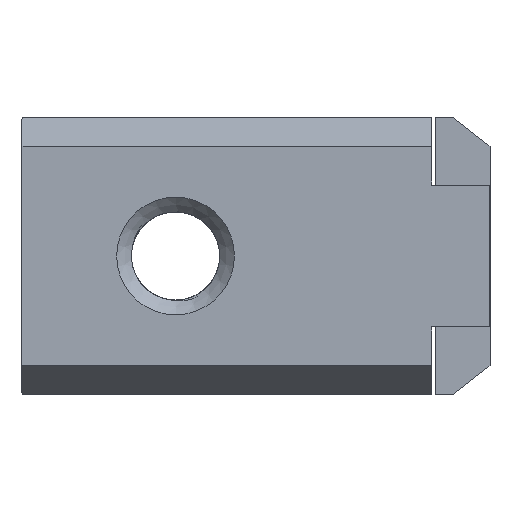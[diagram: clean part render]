
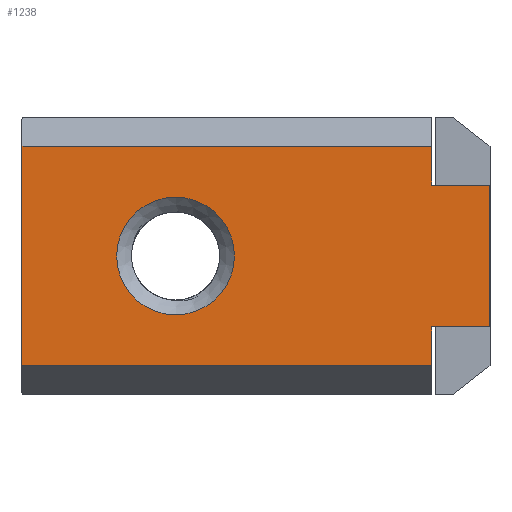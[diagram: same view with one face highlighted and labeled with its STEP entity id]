
A CAD part, left-side view. The second image highlights one B-rep face of the part: STEP entity #1238.
In plain terms, the highlighted planar face has unit normal (-1, 0, 0).
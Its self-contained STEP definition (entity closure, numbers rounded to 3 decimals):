
#16=FACE_BOUND('',#162,.T.);
#28=PLANE('',#1328);
#94=FACE_OUTER_BOUND('',#161,.T.);
#161=EDGE_LOOP('',(#1028,#1029,#1030,#1031,#1032,#1033,#1034,#1035));
#162=EDGE_LOOP('',(#1036));
#200=CIRCLE('',#1325,4.025);
#313=LINE('',#4409,#411);
#317=LINE('',#4418,#415);
#318=LINE('',#4420,#416);
#319=LINE('',#4422,#417);
#320=LINE('',#4423,#418);
#321=LINE('',#4425,#419);
#322=LINE('',#4427,#420);
#323=LINE('',#4428,#421);
#411=VECTOR('',#1495,1000.);
#415=VECTOR('',#1501,1000.);
#416=VECTOR('',#1502,1000.);
#417=VECTOR('',#1503,1000.);
#418=VECTOR('',#1504,1000.);
#419=VECTOR('',#1505,1000.);
#420=VECTOR('',#1506,1000.);
#421=VECTOR('',#1507,1000.);
#552=VERTEX_POINT('',#4394);
#557=VERTEX_POINT('',#4406);
#558=VERTEX_POINT('',#4408);
#561=VERTEX_POINT('',#4416);
#562=VERTEX_POINT('',#4417);
#563=VERTEX_POINT('',#4419);
#564=VERTEX_POINT('',#4421);
#565=VERTEX_POINT('',#4424);
#566=VERTEX_POINT('',#4426);
#718=EDGE_CURVE('',#552,#552,#200,.T.);
#723=EDGE_CURVE('',#558,#557,#313,.T.);
#727=EDGE_CURVE('',#561,#562,#317,.T.);
#728=EDGE_CURVE('',#563,#561,#318,.T.);
#729=EDGE_CURVE('',#563,#564,#319,.T.);
#730=EDGE_CURVE('',#558,#564,#320,.T.);
#731=EDGE_CURVE('',#557,#565,#321,.T.);
#732=EDGE_CURVE('',#565,#566,#322,.T.);
#733=EDGE_CURVE('',#566,#562,#323,.T.);
#1028=ORIENTED_EDGE('',*,*,#727,.F.);
#1029=ORIENTED_EDGE('',*,*,#728,.F.);
#1030=ORIENTED_EDGE('',*,*,#729,.T.);
#1031=ORIENTED_EDGE('',*,*,#730,.F.);
#1032=ORIENTED_EDGE('',*,*,#723,.T.);
#1033=ORIENTED_EDGE('',*,*,#731,.T.);
#1034=ORIENTED_EDGE('',*,*,#732,.T.);
#1035=ORIENTED_EDGE('',*,*,#733,.T.);
#1036=ORIENTED_EDGE('',*,*,#718,.F.);
#1238=ADVANCED_FACE('',(#94,#16),#28,.F.);
#1325=AXIS2_PLACEMENT_3D('',#4396,#1485,#1486);
#1328=AXIS2_PLACEMENT_3D('',#4415,#1499,#1500);
#1485=DIRECTION('center_axis',(-1.,0.,0.));
#1486=DIRECTION('ref_axis',(0.,0.,1.));
#1495=DIRECTION('',(0.,0.,1.));
#1499=DIRECTION('center_axis',(1.,0.,0.));
#1500=DIRECTION('ref_axis',(0.,0.,-1.));
#1501=DIRECTION('',(0.,0.,1.));
#1502=DIRECTION('',(0.,1.,0.));
#1503=DIRECTION('',(0.,0.,1.));
#1504=DIRECTION('',(0.,1.,0.));
#1505=DIRECTION('',(0.,1.,0.));
#1506=DIRECTION('',(0.,0.,1.));
#1507=DIRECTION('',(0.,1.,0.));
#4394=CARTESIAN_POINT('',(0.,-10.5,-8.875));
#4396=CARTESIAN_POINT('Origin',(0.,-10.5,-4.85));
#4406=CARTESIAN_POINT('',(0.,-32.,0.));
#4408=CARTESIAN_POINT('',(0.,-32.,-9.7));
#4409=CARTESIAN_POINT('',(0.,-32.,-9.7));
#4415=CARTESIAN_POINT('Origin',(0.,-32.,-9.7));
#4416=CARTESIAN_POINT('',(0.,0.,-12.35));
#4417=CARTESIAN_POINT('',(0.,0.,2.65));
#4418=CARTESIAN_POINT('',(0.,0.,-9.7));
#4419=CARTESIAN_POINT('',(0.,-28.,-12.35));
#4420=CARTESIAN_POINT('',(0.,-28.,-12.35));
#4421=CARTESIAN_POINT('',(0.,-28.,-9.7));
#4422=CARTESIAN_POINT('',(0.,-28.,-12.35));
#4423=CARTESIAN_POINT('',(0.,-32.,-9.7));
#4424=CARTESIAN_POINT('',(0.,-28.,0.));
#4425=CARTESIAN_POINT('',(0.,-32.,0.));
#4426=CARTESIAN_POINT('',(0.,-28.,2.65));
#4427=CARTESIAN_POINT('',(0.,-28.,-12.35));
#4428=CARTESIAN_POINT('',(0.,-28.,2.65));
